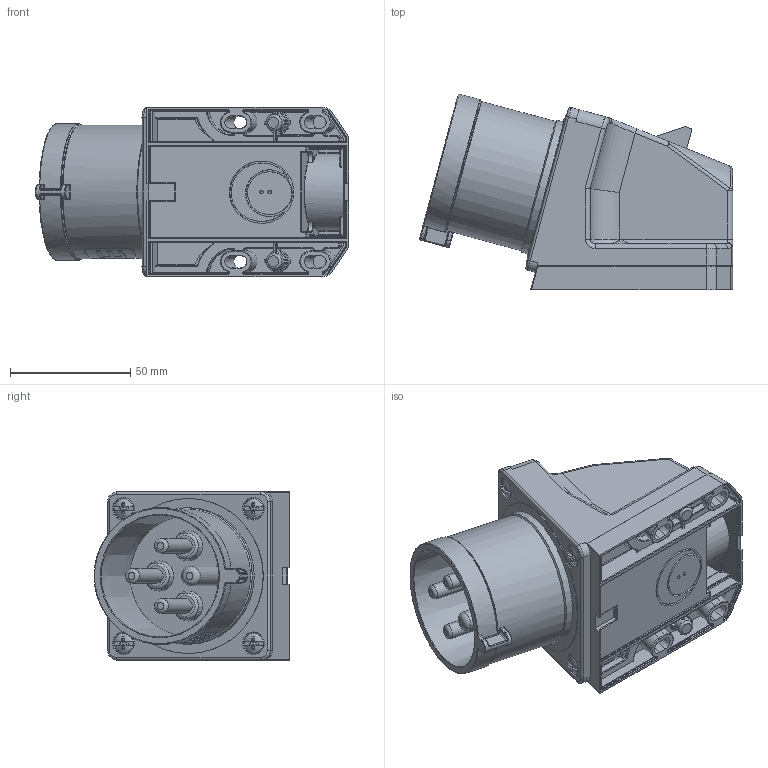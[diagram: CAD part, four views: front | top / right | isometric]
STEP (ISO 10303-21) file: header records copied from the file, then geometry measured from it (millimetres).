
FILE_DESCRIPTION (( 'STEP AP203' ), '1' );
FILE_NAME ('524-6.STEP', '2017-11-23T12:49:05', ( '' ), ( '' ), 'SwSTEP 2.0', 'SolidWorks 2016', '' );
FILE_SCHEMA (( 'CONFIG_CONTROL_DESIGN' ));
Length unit declared in the file: millimetre
Products named in the file (1): 524-6
Bounding box: 130.35 x 81.36 x 70.5 mm (x, y, z)
Volume: 296860.5 mm3; surface area: 60622.6 mm2
Topology: 1 solids, 5 shells, 1182 faces, 2989 edges, 1832 vertices
Faces by surface type: plane 484, cylinder 359, bspline 174, torus 93, sphere 44, cone 28
Full cylindrical faces by diameter (mm): 6 x3, 6.7 x2, 8 x1, 8.5 x2, 9.4 x4, 10.5 x2, 17.8 x1, 25 x1, 25.929 x1, 55.646 x1, 56.9 x1, 64.6 x1
Entity records: 47696 total; most frequent: CARTESIAN_POINT 22322, ORIENTED_EDGE 5710, DIRECTION 4732, EDGE_CURVE 2855, VERTEX_POINT 1790, AXIS2_PLACEMENT_3D 1695, LINE 1342, VECTOR 1342
